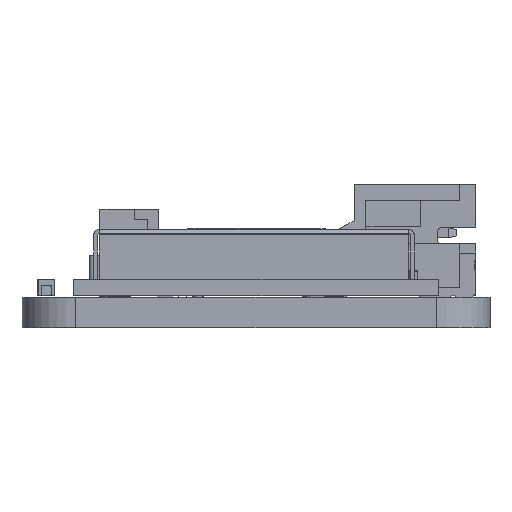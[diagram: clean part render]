
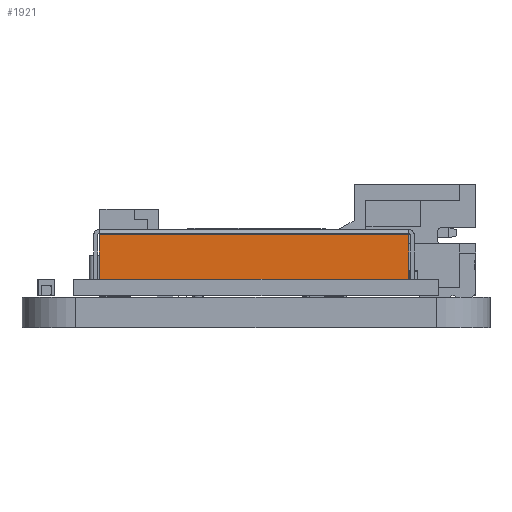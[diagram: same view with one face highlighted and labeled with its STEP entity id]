
A CAD part, front view. The second image highlights one B-rep face of the part: STEP entity #1921.
In plain terms, the highlighted face is planar.
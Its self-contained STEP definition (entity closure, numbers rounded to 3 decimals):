
#1384 = EDGE_CURVE('',#1385,#1387,#1389,.T.);
#1385 = VERTEX_POINT('',#1386);
#1386 = CARTESIAN_POINT('',(7.729,2.999,-5.9));
#1387 = VERTEX_POINT('',#1388);
#1388 = CARTESIAN_POINT('',(7.729,0.8,-5.9));
#1389 = LINE('',#1390,#1391);
#1390 = CARTESIAN_POINT('',(7.729,30.152,-5.9));
#1391 = VECTOR('',#1392,1.);
#1392 = DIRECTION('',(0.,-1.,0.));
#1459 = VERTEX_POINT('',#1460);
#1460 = CARTESIAN_POINT('',(-7.529,0.8,-5.9));
#1466 = EDGE_CURVE('',#1387,#1459,#1467,.T.);
#1467 = LINE('',#1468,#1469);
#1468 = CARTESIAN_POINT('',(-7.8,0.8,-5.9));
#1469 = VECTOR('',#1470,1.);
#1470 = DIRECTION('',(-1.,-0.,-0.));
#1523 = VERTEX_POINT('',#1524);
#1524 = CARTESIAN_POINT('',(-7.529,2.999,-5.9));
#1531 = EDGE_CURVE('',#1459,#1523,#1532,.T.);
#1532 = LINE('',#1533,#1534);
#1533 = CARTESIAN_POINT('',(-7.529,30.152,-5.9));
#1534 = VECTOR('',#1535,1.);
#1535 = DIRECTION('',(0.,1.,0.));
#1921 = ADVANCED_FACE('',(#1922),#1933,.F.);
#1922 = FACE_BOUND('',#1923,.T.);
#1923 = EDGE_LOOP('',(#1924,#1925,#1931,#1932));
#1924 = ORIENTED_EDGE('',*,*,#1531,.T.);
#1925 = ORIENTED_EDGE('',*,*,#1926,.T.);
#1926 = EDGE_CURVE('',#1523,#1385,#1927,.T.);
#1927 = LINE('',#1928,#1929);
#1928 = CARTESIAN_POINT('',(-7.8,2.999,-5.9));
#1929 = VECTOR('',#1930,1.);
#1930 = DIRECTION('',(1.,0.,-0.));
#1931 = ORIENTED_EDGE('',*,*,#1384,.T.);
#1932 = ORIENTED_EDGE('',*,*,#1466,.T.);
#1933 = PLANE('',#1934);
#1934 = AXIS2_PLACEMENT_3D('',#1935,#1936,#1937);
#1935 = CARTESIAN_POINT('',(-7.8,30.152,-5.9));
#1936 = DIRECTION('',(0.,0.,1.));
#1937 = DIRECTION('',(1.,0.,-0.));
